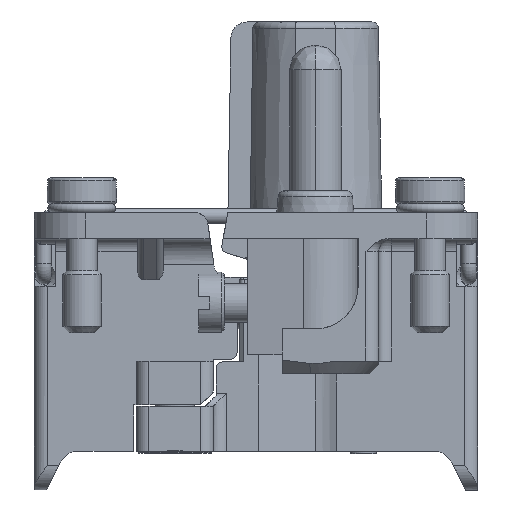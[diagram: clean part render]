
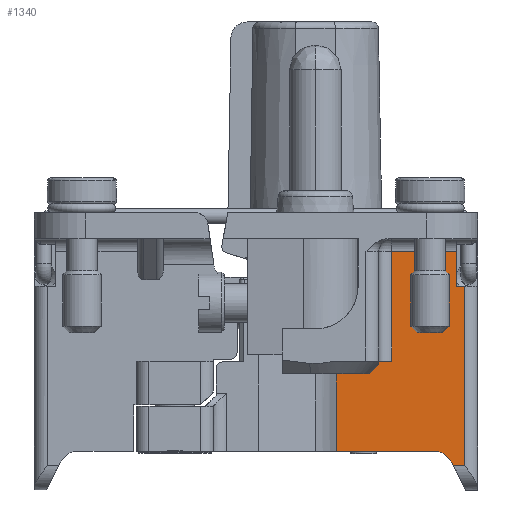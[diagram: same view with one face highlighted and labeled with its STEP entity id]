
A CAD part, left-side view. The second image highlights one B-rep face of the part: STEP entity #1340.
In plain terms, the highlighted planar face has unit normal (-1, 0, 0).
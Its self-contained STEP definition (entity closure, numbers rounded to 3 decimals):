
#466=B_SPLINE_CURVE_WITH_KNOTS('',3,(#18990,#18991,#18992,#18993),
 .UNSPECIFIED.,.F.,.F.,(4,4),(0.,1.),.UNSPECIFIED.);
#681=FACE_OUTER_BOUND('',#2843,.T.);
#1340=ADVANCED_FACE('',(#681),#2113,.T.);
#2113=PLANE('',#13749);
#2843=EDGE_LOOP('',(#4268,#4269,#4270,#4271,#4272,#4273,#4274,#4275,#4276,
#4277,#4278,#4279,#4280));
#3767=CIRCLE('',#13748,1.5);
#4268=ORIENTED_EDGE('',*,*,#9440,.F.);
#4269=ORIENTED_EDGE('',*,*,#9451,.T.);
#4270=ORIENTED_EDGE('',*,*,#9452,.F.);
#4271=ORIENTED_EDGE('',*,*,#9453,.F.);
#4272=ORIENTED_EDGE('',*,*,#9454,.T.);
#4273=ORIENTED_EDGE('',*,*,#9455,.T.);
#4274=ORIENTED_EDGE('',*,*,#9456,.F.);
#4275=ORIENTED_EDGE('',*,*,#9457,.T.);
#4276=ORIENTED_EDGE('',*,*,#9458,.T.);
#4277=ORIENTED_EDGE('',*,*,#9459,.T.);
#4278=ORIENTED_EDGE('',*,*,#9460,.F.);
#4279=ORIENTED_EDGE('',*,*,#9461,.F.);
#4280=ORIENTED_EDGE('',*,*,#9462,.T.);
#8145=VERTEX_POINT('',#18949);
#8146=VERTEX_POINT('',#18951);
#8156=VERTEX_POINT('',#18973);
#8157=VERTEX_POINT('',#18975);
#8158=VERTEX_POINT('',#18977);
#8159=VERTEX_POINT('',#18979);
#8160=VERTEX_POINT('',#18981);
#8161=VERTEX_POINT('',#18983);
#8162=VERTEX_POINT('',#18985);
#8163=VERTEX_POINT('',#18987);
#8164=VERTEX_POINT('',#18989);
#8165=VERTEX_POINT('',#18994);
#8166=VERTEX_POINT('',#18996);
#9440=EDGE_CURVE('',#8145,#8146,#11363,.T.);
#9451=EDGE_CURVE('',#8145,#8156,#3767,.T.);
#9452=EDGE_CURVE('',#8157,#8156,#11369,.T.);
#9453=EDGE_CURVE('',#8158,#8157,#11370,.T.);
#9454=EDGE_CURVE('',#8158,#8159,#11371,.T.);
#9455=EDGE_CURVE('',#8159,#8160,#11372,.T.);
#9456=EDGE_CURVE('',#8161,#8160,#11373,.T.);
#9457=EDGE_CURVE('',#8161,#8162,#11374,.T.);
#9458=EDGE_CURVE('',#8162,#8163,#11375,.T.);
#9459=EDGE_CURVE('',#8163,#8164,#11376,.T.);
#9460=EDGE_CURVE('',#8165,#8164,#466,.T.);
#9461=EDGE_CURVE('',#8166,#8165,#11377,.T.);
#9462=EDGE_CURVE('',#8166,#8146,#11378,.T.);
#11363=LINE('',#18950,#12561);
#11369=LINE('',#18974,#12567);
#11370=LINE('',#18976,#12568);
#11371=LINE('',#18978,#12569);
#11372=LINE('',#18980,#12570);
#11373=LINE('',#18982,#12571);
#11374=LINE('',#18984,#12572);
#11375=LINE('',#18986,#12573);
#11376=LINE('',#18988,#12574);
#11377=LINE('',#18995,#12575);
#11378=LINE('',#18997,#12576);
#12561=VECTOR('',#15112,1.);
#12567=VECTOR('',#15132,1.);
#12568=VECTOR('',#15133,1.);
#12569=VECTOR('',#15134,1.);
#12570=VECTOR('',#15135,1.);
#12571=VECTOR('',#15136,1.);
#12572=VECTOR('',#15137,1.);
#12573=VECTOR('',#15138,1.);
#12574=VECTOR('',#15139,1.);
#12575=VECTOR('',#15140,1.);
#12576=VECTOR('',#15141,1.);
#13748=AXIS2_PLACEMENT_3D('',#18972,#15130,#15131);
#13749=AXIS2_PLACEMENT_3D('',#18998,#15142,#15143);
#15112=DIRECTION('',(0.,1.,0.));
#15130=DIRECTION('',(1.,0.,0.));
#15131=DIRECTION('',(0.,0.,-1.));
#15132=DIRECTION('',(0.,0.447,0.894));
#15133=DIRECTION('',(0.,1.,0.));
#15134=DIRECTION('',(0.,0.,1.));
#15135=DIRECTION('',(0.,1.,0.));
#15136=DIRECTION('',(0.,0.,-1.));
#15137=DIRECTION('',(0.,1.,0.));
#15138=DIRECTION('',(0.,0.,-1.));
#15139=DIRECTION('',(0.,1.,0.));
#15140=DIRECTION('',(0.,-1.,0.));
#15141=DIRECTION('',(0.,0.,-1.));
#15142=DIRECTION('',(-1.,0.,0.));
#15143=DIRECTION('',(0.,0.,1.));
#18949=CARTESIAN_POINT('',(-24.1,-13.823,-33.3));
#18950=CARTESIAN_POINT('',(-24.1,5.4,-33.3));
#18951=CARTESIAN_POINT('',(-24.1,-6.227,-33.3));
#18972=CARTESIAN_POINT('',(-24.1,-13.823,-34.8));
#18973=CARTESIAN_POINT('',(-24.1,-15.165,-34.129));
#18974=CARTESIAN_POINT('',(-24.1,-16.25,-36.3));
#18975=CARTESIAN_POINT('',(-24.1,-15.31,-34.42));
#18976=CARTESIAN_POINT('',(-24.1,-18.2,-34.42));
#18977=CARTESIAN_POINT('',(-24.1,-16.2,-34.42));
#18978=CARTESIAN_POINT('',(-24.1,-16.2,-36.3));
#18979=CARTESIAN_POINT('',(-24.1,-16.2,-20.5));
#18980=CARTESIAN_POINT('',(-24.1,-5.775,-20.5));
#18981=CARTESIAN_POINT('',(-24.1,-15.55,-20.5));
#18982=CARTESIAN_POINT('',(-24.1,-15.55,-26.11));
#18983=CARTESIAN_POINT('',(-24.1,-15.55,-17.8));
#18984=CARTESIAN_POINT('',(-24.1,-10.525,-17.8));
#18985=CARTESIAN_POINT('',(-24.1,-10.525,-17.8));
#18986=CARTESIAN_POINT('',(-24.1,-10.525,-26.11));
#18987=CARTESIAN_POINT('',(-24.1,-10.525,-26.3));
#18988=CARTESIAN_POINT('',(-24.1,-4.6,-26.3));
#18989=CARTESIAN_POINT('',(-24.1,-8.91,-26.3));
#18990=CARTESIAN_POINT('',(-24.1,-7.631,-27.3));
#18991=CARTESIAN_POINT('',(-24.1,-8.069,-26.983));
#18992=CARTESIAN_POINT('',(-24.1,-8.494,-26.646));
#18993=CARTESIAN_POINT('',(-24.1,-8.91,-26.3));
#18994=CARTESIAN_POINT('',(-24.1,-7.631,-27.3));
#18995=CARTESIAN_POINT('',(-24.1,-5.775,-27.3));
#18996=CARTESIAN_POINT('',(-24.1,-6.227,-27.3));
#18997=CARTESIAN_POINT('',(-24.1,-6.227,-16.8));
#18998=CARTESIAN_POINT('',(-24.1,-5.775,-26.11));
